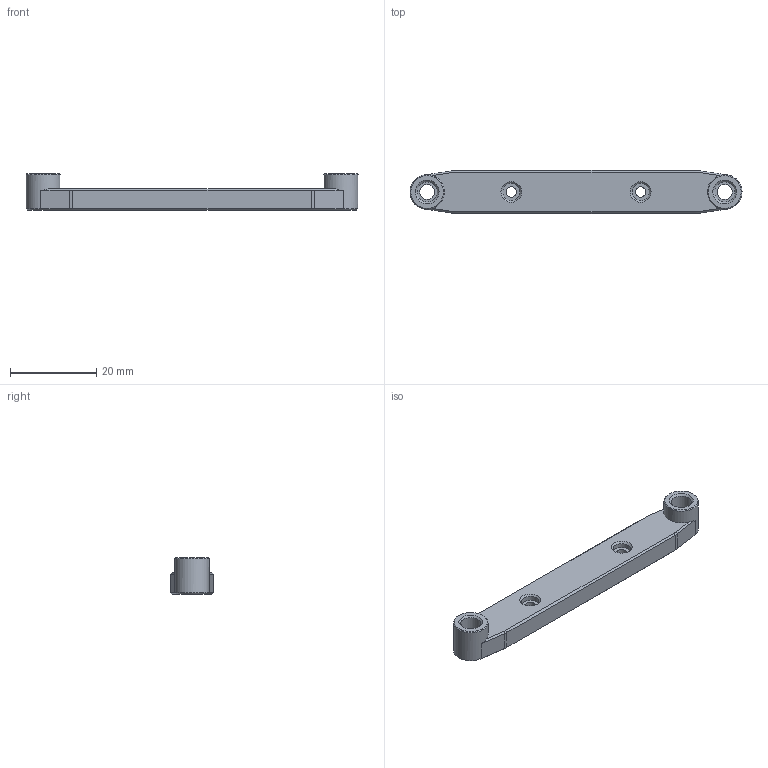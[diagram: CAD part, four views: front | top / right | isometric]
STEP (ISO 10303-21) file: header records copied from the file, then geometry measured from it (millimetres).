
FILE_DESCRIPTION (( 'STEP AP214' ), '1' );
FILE_NAME ('催化剂主板安装支架01.STEP', '2023-08-23T10:29:34', ( '' ), ( '' ), 'SwSTEP 2.0', 'SolidWorks 2020', '' );
FILE_SCHEMA (( 'AUTOMOTIVE_DESIGN' ));
Length unit declared in the file: millimetre
Products named in the file (1): 催化剂主板安装支架01
Bounding box: 76.99 x 10 x 8.5 mm (x, y, z)
Volume: 3648.1 mm3; surface area: 2611.1 mm2
Topology: 1 solids, 1 shells, 60 faces, 134 edges, 80 vertices
Faces by surface type: plane 26, cone 20, cylinder 14
Full cylindrical faces by diameter (mm): 2.4 x2, 3.5 x2, 4 x2, 4.7 x2, 8 x2
Entity records: 1558 total; most frequent: DIRECTION 278, CARTESIAN_POINT 259, ORIENTED_EDGE 220, AXIS2_PLACEMENT_3D 111, EDGE_CURVE 110, EDGE_LOOP 92, VERTEX_POINT 76, FACE_OUTER_BOUND 70
